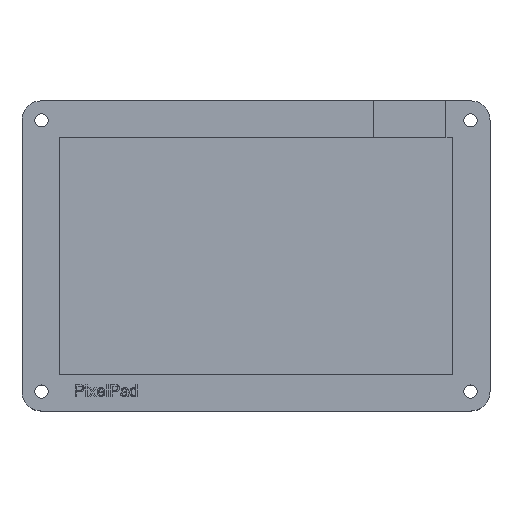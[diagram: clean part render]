
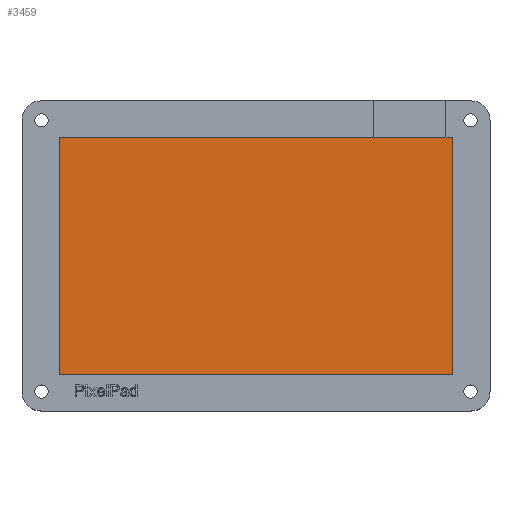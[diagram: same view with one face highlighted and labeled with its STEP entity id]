
A CAD part, top view. The second image highlights one B-rep face of the part: STEP entity #3459.
In plain terms, the highlighted planar face has unit normal (0, 0, 1).
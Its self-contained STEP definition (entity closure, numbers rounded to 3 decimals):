
#528=FACE_OUTER_BOUND('',#734,.T.);
#734=EDGE_LOOP('',(#3156,#3157,#3158,#3159));
#1035=LINE('',#6664,#1333);
#1037=LINE('',#6668,#1335);
#1039=LINE('',#6672,#1337);
#1045=LINE('',#6699,#1343);
#1333=VECTOR('',#4073,10.);
#1335=VECTOR('',#4077,10.);
#1337=VECTOR('',#4081,10.);
#1343=VECTOR('',#4113,10.);
#1668=VERTEX_POINT('',#6661);
#1669=VERTEX_POINT('',#6663);
#1670=VERTEX_POINT('',#6667);
#1671=VERTEX_POINT('',#6671);
#2161=EDGE_CURVE('',#1669,#1668,#1035,.T.);
#2163=EDGE_CURVE('',#1670,#1669,#1037,.T.);
#2165=EDGE_CURVE('',#1671,#1670,#1039,.T.);
#2179=EDGE_CURVE('',#1668,#1671,#1045,.T.);
#3156=ORIENTED_EDGE('',*,*,#2165,.T.);
#3157=ORIENTED_EDGE('',*,*,#2163,.T.);
#3158=ORIENTED_EDGE('',*,*,#2161,.T.);
#3159=ORIENTED_EDGE('',*,*,#2179,.T.);
#3275=PLANE('',#3590);
#3459=ADVANCED_FACE('',(#528),#3275,.T.);
#3590=AXIS2_PLACEMENT_3D('',#6700,#4114,#4115);
#4073=DIRECTION('',(-1.,0.,0.));
#4077=DIRECTION('',(0.,1.,0.));
#4081=DIRECTION('',(1.,0.,0.));
#4113=DIRECTION('',(0.,-1.,0.));
#4114=DIRECTION('center_axis',(0.,0.,1.));
#4115=DIRECTION('ref_axis',(1.,0.,0.));
#6661=CARTESIAN_POINT('',(-49.042,12.879,3.1));
#6663=CARTESIAN_POINT('',(51.921,12.879,3.1));
#6664=CARTESIAN_POINT('',(-49.042,12.879,3.1));
#6667=CARTESIAN_POINT('',(51.921,-47.651,3.1));
#6668=CARTESIAN_POINT('',(51.921,12.879,3.1));
#6671=CARTESIAN_POINT('',(-49.042,-47.651,3.1));
#6672=CARTESIAN_POINT('',(51.921,-47.651,3.1));
#6699=CARTESIAN_POINT('',(-49.042,-47.651,3.1));
#6700=CARTESIAN_POINT('Origin',(1.44,-17.386,3.1));
